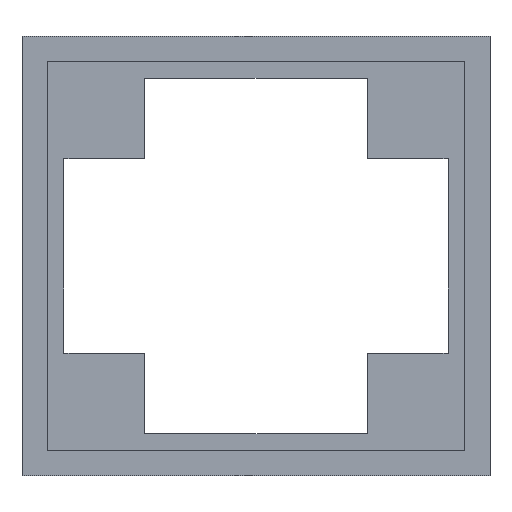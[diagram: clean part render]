
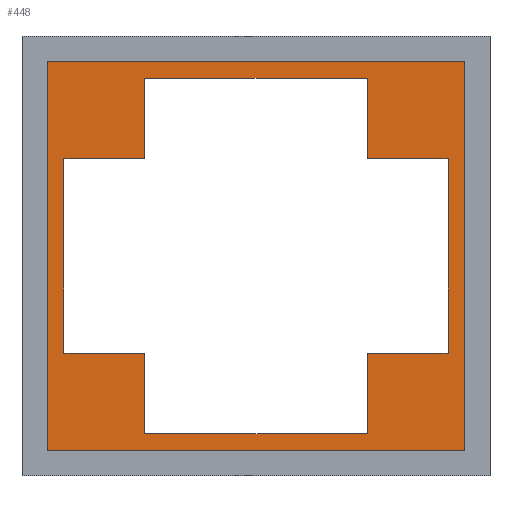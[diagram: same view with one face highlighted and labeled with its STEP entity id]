
A CAD part, top view. The second image highlights one B-rep face of the part: STEP entity #448.
In plain terms, the highlighted planar face has unit normal (0, 0, 1).
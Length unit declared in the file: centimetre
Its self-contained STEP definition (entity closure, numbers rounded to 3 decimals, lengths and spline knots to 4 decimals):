
#19=FACE_BOUND('',#61,.T.);
#36=FACE_OUTER_BOUND('',#60,.T.);
#60=EDGE_LOOP('',(#354,#355,#356,#357));
#61=EDGE_LOOP('',(#358,#359,#360,#361,#362,#363,#364,#365,#366,#367,#368,
#369));
#73=LINE('',#598,#133);
#75=LINE('',#604,#135);
#88=LINE('',#630,#148);
#92=LINE('',#639,#152);
#94=LINE('',#645,#154);
#99=LINE('',#654,#159);
#101=LINE('',#659,#161);
#104=LINE('',#663,#164);
#106=LINE('',#666,#166);
#108=LINE('',#671,#168);
#110=LINE('',#674,#170);
#113=LINE('',#678,#173);
#114=LINE('',#682,#174);
#118=LINE('',#688,#178);
#119=LINE('',#691,#179);
#120=LINE('',#692,#180);
#133=VECTOR('',#488,1.);
#135=VECTOR('',#492,1.);
#148=VECTOR('',#509,1.);
#152=VECTOR('',#515,1.);
#154=VECTOR('',#519,1.);
#159=VECTOR('',#526,1.);
#161=VECTOR('',#530,1.);
#164=VECTOR('',#535,1.);
#166=VECTOR('',#539,1.);
#168=VECTOR('',#543,1.);
#170=VECTOR('',#547,1.);
#173=VECTOR('',#552,1.);
#174=VECTOR('',#555,1.);
#178=VECTOR('',#561,1.);
#179=VECTOR('',#564,1.);
#180=VECTOR('',#565,1.);
#190=VERTEX_POINT('',#591);
#193=VERTEX_POINT('',#596);
#194=VERTEX_POINT('',#600);
#196=VERTEX_POINT('',#603);
#206=VERTEX_POINT('',#626);
#208=VERTEX_POINT('',#632);
#211=VERTEX_POINT('',#637);
#212=VERTEX_POINT('',#641);
#214=VERTEX_POINT('',#644);
#216=VERTEX_POINT('',#650);
#218=VERTEX_POINT('',#656);
#221=VERTEX_POINT('',#670);
#222=VERTEX_POINT('',#680);
#223=VERTEX_POINT('',#681);
#224=VERTEX_POINT('',#686);
#225=VERTEX_POINT('',#690);
#233=EDGE_CURVE('',#190,#193,#73,.F.);
#235=EDGE_CURVE('',#196,#194,#75,.F.);
#248=EDGE_CURVE('',#206,#196,#88,.F.);
#252=EDGE_CURVE('',#208,#211,#92,.F.);
#254=EDGE_CURVE('',#214,#212,#94,.F.);
#259=EDGE_CURVE('',#216,#214,#99,.F.);
#261=EDGE_CURVE('',#193,#218,#101,.F.);
#264=EDGE_CURVE('',#218,#216,#104,.F.);
#266=EDGE_CURVE('',#194,#190,#106,.F.);
#268=EDGE_CURVE('',#221,#206,#108,.F.);
#270=EDGE_CURVE('',#211,#221,#110,.F.);
#273=EDGE_CURVE('',#212,#208,#113,.F.);
#274=EDGE_CURVE('',#222,#223,#114,.T.);
#278=EDGE_CURVE('',#223,#224,#118,.T.);
#279=EDGE_CURVE('',#224,#225,#119,.T.);
#280=EDGE_CURVE('',#225,#222,#120,.T.);
#354=ORIENTED_EDGE('',*,*,#279,.T.);
#355=ORIENTED_EDGE('',*,*,#280,.T.);
#356=ORIENTED_EDGE('',*,*,#274,.T.);
#357=ORIENTED_EDGE('',*,*,#278,.T.);
#358=ORIENTED_EDGE('',*,*,#233,.T.);
#359=ORIENTED_EDGE('',*,*,#261,.T.);
#360=ORIENTED_EDGE('',*,*,#264,.T.);
#361=ORIENTED_EDGE('',*,*,#259,.T.);
#362=ORIENTED_EDGE('',*,*,#254,.T.);
#363=ORIENTED_EDGE('',*,*,#273,.T.);
#364=ORIENTED_EDGE('',*,*,#252,.T.);
#365=ORIENTED_EDGE('',*,*,#270,.T.);
#366=ORIENTED_EDGE('',*,*,#268,.T.);
#367=ORIENTED_EDGE('',*,*,#248,.T.);
#368=ORIENTED_EDGE('',*,*,#235,.T.);
#369=ORIENTED_EDGE('',*,*,#266,.T.);
#425=PLANE('',#473);
#448=ADVANCED_FACE('',(#36,#19),#425,.T.);
#473=AXIS2_PLACEMENT_3D('',#689,#562,#563);
#488=DIRECTION('',(0.,1.,0.));
#492=DIRECTION('',(0.,-1.,0.));
#509=DIRECTION('',(-1.,0.,0.));
#515=DIRECTION('',(0.,-1.,0.));
#519=DIRECTION('',(0.,1.,0.));
#526=DIRECTION('',(1.,0.,0.));
#530=DIRECTION('',(-1.,0.,0.));
#535=DIRECTION('',(0.,1.,0.));
#539=DIRECTION('',(-1.,0.,0.));
#543=DIRECTION('',(0.,-1.,0.));
#547=DIRECTION('',(1.,0.,0.));
#552=DIRECTION('',(1.,0.,0.));
#555=DIRECTION('',(1.,0.,0.));
#561=DIRECTION('',(0.,1.,0.));
#562=DIRECTION('center_axis',(0.,0.,1.));
#563=DIRECTION('ref_axis',(1.,0.,0.));
#564=DIRECTION('',(-1.,0.,0.));
#565=DIRECTION('',(0.,-1.,0.));
#591=CARTESIAN_POINT('',(3.64,3.965,0.35));
#596=CARTESIAN_POINT('',(3.64,3.465,0.35));
#598=CARTESIAN_POINT('',(3.64,3.4688,0.35));
#600=CARTESIAN_POINT('',(2.26,3.965,0.35));
#603=CARTESIAN_POINT('',(2.26,3.465,0.35));
#604=CARTESIAN_POINT('',(2.26,3.2188,0.35));
#626=CARTESIAN_POINT('',(1.76,3.465,0.35));
#630=CARTESIAN_POINT('',(2.3,3.465,0.35));
#632=CARTESIAN_POINT('',(2.26,1.76,0.35));
#637=CARTESIAN_POINT('',(2.26,2.26,0.35));
#639=CARTESIAN_POINT('',(2.26,2.2563,0.35));
#641=CARTESIAN_POINT('',(3.64,1.76,0.35));
#644=CARTESIAN_POINT('',(3.64,2.26,0.35));
#645=CARTESIAN_POINT('',(3.64,2.5063,0.35));
#650=CARTESIAN_POINT('',(4.14,2.26,0.35));
#654=CARTESIAN_POINT('',(3.6,2.26,0.35));
#656=CARTESIAN_POINT('',(4.14,3.465,0.35));
#659=CARTESIAN_POINT('',(3.375,3.465,0.35));
#663=CARTESIAN_POINT('',(4.14,3.2188,0.35));
#666=CARTESIAN_POINT('',(2.55,3.965,0.35));
#670=CARTESIAN_POINT('',(1.76,2.26,0.35));
#671=CARTESIAN_POINT('',(1.76,2.5063,0.35));
#674=CARTESIAN_POINT('',(2.55,2.26,0.35));
#678=CARTESIAN_POINT('',(3.35,1.76,0.35));
#680=CARTESIAN_POINT('',(1.655,1.655,0.35));
#681=CARTESIAN_POINT('',(4.245,1.655,0.35));
#682=CARTESIAN_POINT('',(2.3,1.655,0.35));
#686=CARTESIAN_POINT('',(4.245,4.07,0.35));
#688=CARTESIAN_POINT('',(4.245,2.2563,0.35));
#689=CARTESIAN_POINT('Origin',(2.95,2.8625,0.35));
#690=CARTESIAN_POINT('',(1.655,4.07,0.35));
#691=CARTESIAN_POINT('',(3.6,4.07,0.35));
#692=CARTESIAN_POINT('',(1.655,3.4688,0.35));
